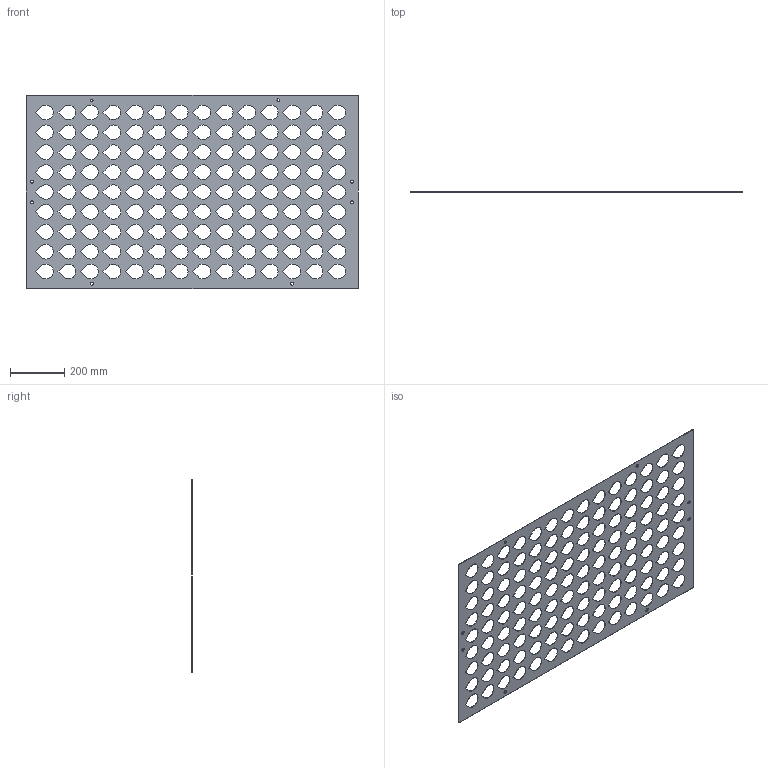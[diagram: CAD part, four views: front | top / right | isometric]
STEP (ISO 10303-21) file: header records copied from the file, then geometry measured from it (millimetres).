
FILE_DESCRIPTION (( 'STEP AP214' ), '1' );
FILE_NAME ('09-0944.STEP', '2024-12-11T16:32:30', ( '' ), ( '' ), 'SwSTEP 2.0', 'SolidWorks 2023', '' );
FILE_SCHEMA (( 'AUTOMOTIVE_DESIGN' ));
Length unit declared in the file: inch
Products named in the file (1): 09-0944
Bounding box: 1219.2 x 1.52 x 711.2 mm (x, y, z)
Volume: 848090 mm3; surface area: 1157643.3 mm2
Topology: 1 solids, 1 shells, 656 faces, 1962 edges, 1308 vertices
Faces by surface type: cylinder 398, plane 258
Entity records: 31363 total; most frequent: DIRECTION 4072, CARTESIAN_POINT 3927, ORIENTED_EDGE 3924, EDGE_CURVE 1962, AXIS2_PLACEMENT_3D 1453, VERTEX_POINT 1308, LINE 1166, VECTOR 1166
